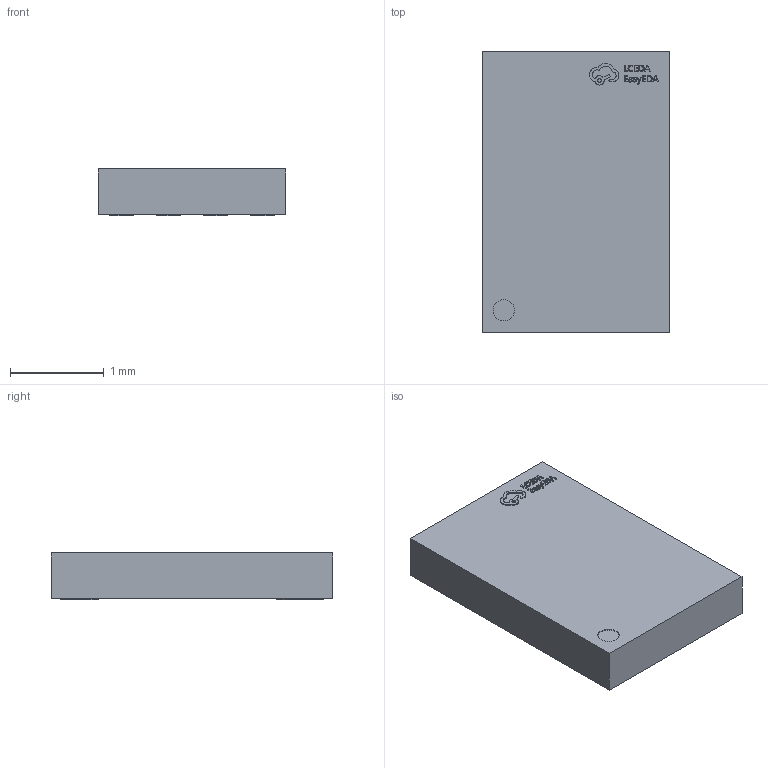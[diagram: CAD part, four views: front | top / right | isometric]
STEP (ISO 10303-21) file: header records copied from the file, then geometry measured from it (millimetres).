
FILE_DESCRIPTION (( 'STEP AP214' ), '1' );
FILE_NAME ('XSON-8_L3.0-W2.0-P0.50-BL.STEP', '2023-05-22T13:32:00', ( '' ), ( '' ), 'SwSTEP 2.0', 'SolidWorks 2020', '' );
FILE_SCHEMA (( 'AUTOMOTIVE_DESIGN' ));
Length unit declared in the file: millimetre
Products named in the file (1): XSON-8_L3.0-W2.0-P0.50-BL
Bounding box: 2 x 3 x 0.51 mm (x, y, z)
Volume: 2.9 mm3; surface area: 17.1 mm2
Topology: 1 solids, 1 shells, 274 faces, 732 edges, 488 vertices
Faces by surface type: plane 174, bspline 98, cylinder 2
Entity records: 12020 total; most frequent: CARTESIAN_POINT 2801, ORIENTED_EDGE 1464, DIRECTION 890, EDGE_CURVE 732, LINE 528, VECTOR 528, VERTEX_POINT 488, EDGE_LOOP 302
